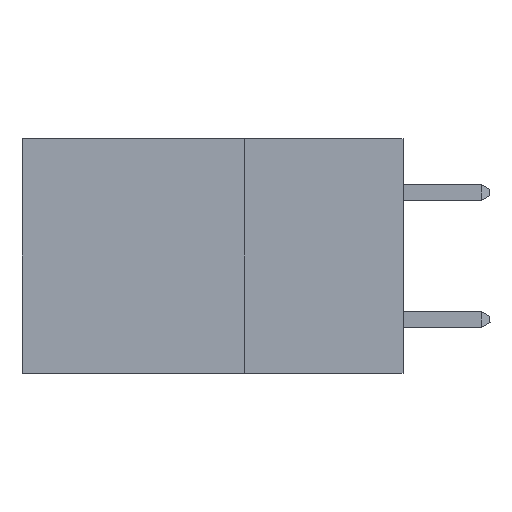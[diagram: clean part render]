
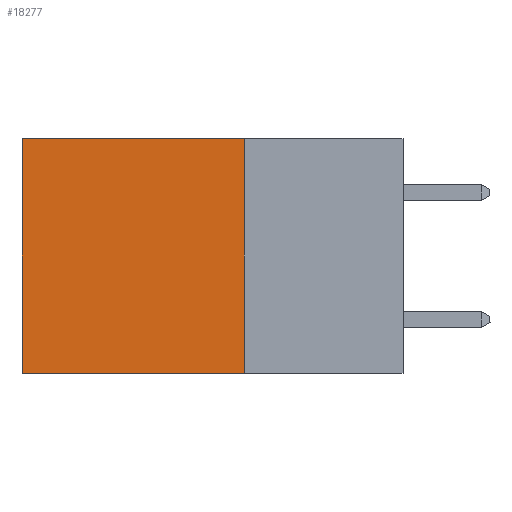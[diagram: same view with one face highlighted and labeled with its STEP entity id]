
A CAD part, left-side view. The second image highlights one B-rep face of the part: STEP entity #18277.
In plain terms, the highlighted planar face has unit normal (-1, 0, 0).
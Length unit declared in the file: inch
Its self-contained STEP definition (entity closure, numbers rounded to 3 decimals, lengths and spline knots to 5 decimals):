
#458 = CARTESIAN_POINT ( 'NONE',  ( 0.2875, 0.25, -0.37 ) ) ;
#1668 = CARTESIAN_POINT ( 'NONE',  ( 0.2875, 0.25, 0. ) ) ;
#3213 = LINE ( 'NONE', #458, #13169 ) ;
#4847 = VECTOR ( 'NONE', #22900, 39.37008 ) ;
#5303 = DIRECTION ( 'NONE',  ( 0., 1., 0. ) ) ;
#6011 = CARTESIAN_POINT ( 'NONE',  ( 0.2875, 0.25, -0.37 ) ) ;
#6581 = DIRECTION ( 'NONE',  ( 1., 0., 0. ) ) ;
#7699 = ORIENTED_EDGE ( 'NONE', *, *, #14734, .F. ) ;
#8844 = CARTESIAN_POINT ( 'NONE',  ( 0.2875, 0.6, -0.37 ) ) ;
#10076 = LINE ( 'NONE', #29233, #27292 ) ;
#11344 = LINE ( 'NONE', #19865, #4847 ) ;
#11533 = DIRECTION ( 'NONE',  ( 0., 0., -1. ) ) ;
#11550 = VERTEX_POINT ( 'NONE', #20847 ) ;
#12766 = ORIENTED_EDGE ( 'NONE', *, *, #27549, .F. ) ;
#13169 = VECTOR ( 'NONE', #5303, 39.37008 ) ;
#14734 = EDGE_CURVE ( 'NONE', #11550, #17032, #11344, .T. ) ;
#16460 = CARTESIAN_POINT ( 'NONE',  ( 0.2875, 0.6, 0. ) ) ;
#17032 = VERTEX_POINT ( 'NONE', #6011 ) ;
#17294 = EDGE_LOOP ( 'NONE', ( #27652, #12766, #7699, #21129 ) ) ;
#18277 = ADVANCED_FACE ( 'NONE', ( #22377 ), #30952, .F. ) ;
#18862 = EDGE_CURVE ( 'NONE', #11550, #28722, #10076, .T. ) ;
#19865 = CARTESIAN_POINT ( 'NONE',  ( 0.2875, 0.25, 0. ) ) ;
#20136 = EDGE_CURVE ( 'NONE', #28722, #29234, #30329, .T. ) ;
#20847 = CARTESIAN_POINT ( 'NONE',  ( 0.2875, 0.25, 0. ) ) ;
#21129 = ORIENTED_EDGE ( 'NONE', *, *, #18862, .T. ) ;
#22377 = FACE_OUTER_BOUND ( 'NONE', #17294, .T. ) ;
#22900 = DIRECTION ( 'NONE',  ( 0., 0., -1. ) ) ;
#23466 = VECTOR ( 'NONE', #11533, 39.37008 ) ;
#24448 = AXIS2_PLACEMENT_3D ( 'NONE', #1668, #6581, #26152 ) ;
#26152 = DIRECTION ( 'NONE',  ( 0., 0., -1. ) ) ;
#27270 = DIRECTION ( 'NONE',  ( 0., 1., 0. ) ) ;
#27292 = VECTOR ( 'NONE', #27270, 39.37008 ) ;
#27549 = EDGE_CURVE ( 'NONE', #17032, #29234, #3213, .T. ) ;
#27652 = ORIENTED_EDGE ( 'NONE', *, *, #20136, .T. ) ;
#28722 = VERTEX_POINT ( 'NONE', #31326 ) ;
#29233 = CARTESIAN_POINT ( 'NONE',  ( 0.2875, 0.25, 0. ) ) ;
#29234 = VERTEX_POINT ( 'NONE', #8844 ) ;
#30329 = LINE ( 'NONE', #16460, #23466 ) ;
#30952 = PLANE ( 'NONE',  #24448 ) ;
#31326 = CARTESIAN_POINT ( 'NONE',  ( 0.2875, 0.6, 0. ) ) ;
